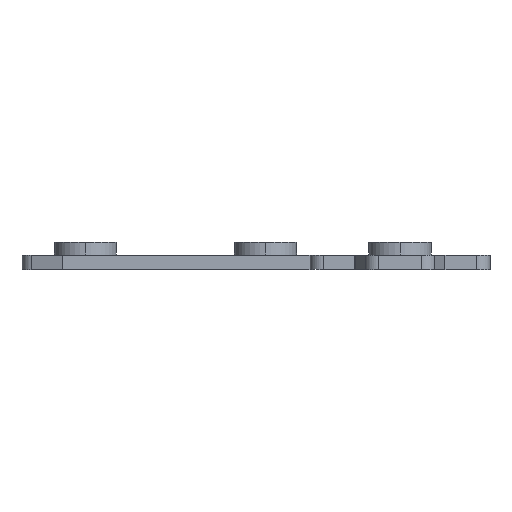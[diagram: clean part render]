
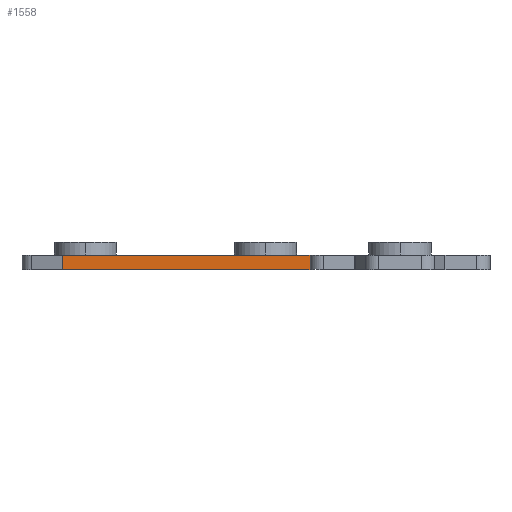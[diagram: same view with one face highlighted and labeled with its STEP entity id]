
A CAD part, left-side view. The second image highlights one B-rep face of the part: STEP entity #1558.
In plain terms, the highlighted planar face has unit normal (-1, 0, 0).
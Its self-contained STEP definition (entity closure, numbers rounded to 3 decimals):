
#88 = LINE ( 'NONE', #1452, #378 ) ;
#108 = ORIENTED_EDGE ( 'NONE', *, *, #164, .F. ) ;
#110 = CARTESIAN_POINT ( 'NONE',  ( -5., 37.5, 0. ) ) ;
#126 = LINE ( 'NONE', #633, #773 ) ;
#164 = EDGE_CURVE ( 'NONE', #1012, #1104, #126, .T. ) ;
#200 = CARTESIAN_POINT ( 'NONE',  ( -5., 10., 0. ) ) ;
#301 = DIRECTION ( 'NONE',  ( 0., 1., 0. ) ) ;
#378 = VECTOR ( 'NONE', #1576, 1000. ) ;
#397 = VECTOR ( 'NONE', #1123, 1000. ) ;
#512 = EDGE_CURVE ( 'NONE', #1263, #1030, #1367, .T. ) ;
#559 = FACE_OUTER_BOUND ( 'NONE', #904, .T. ) ;
#570 = CARTESIAN_POINT ( 'NONE',  ( -5., 10., 1.6 ) ) ;
#633 = CARTESIAN_POINT ( 'NONE',  ( -5., 10., 1.6 ) ) ;
#661 = CARTESIAN_POINT ( 'NONE',  ( -5., 10., 1.6 ) ) ;
#683 = CARTESIAN_POINT ( 'NONE',  ( -5., 37.5, 1.6 ) ) ;
#702 = LINE ( 'NONE', #841, #1310 ) ;
#760 = ORIENTED_EDGE ( 'NONE', *, *, #828, .T. ) ;
#773 = VECTOR ( 'NONE', #1492, 1000. ) ;
#817 = EDGE_CURVE ( 'NONE', #1104, #1030, #88, .T. ) ;
#828 = EDGE_CURVE ( 'NONE', #1012, #1263, #702, .T. ) ;
#841 = CARTESIAN_POINT ( 'NONE',  ( -5., 37.5, 1.6 ) ) ;
#904 = EDGE_LOOP ( 'NONE', ( #1050, #1366, #108, #760 ) ) ;
#906 = PLANE ( 'NONE',  #1077 ) ;
#1012 = VERTEX_POINT ( 'NONE', #683 ) ;
#1016 = CARTESIAN_POINT ( 'NONE',  ( -5., 10., 0. ) ) ;
#1030 = VERTEX_POINT ( 'NONE', #200 ) ;
#1041 = DIRECTION ( 'NONE',  ( 1., 0., 0. ) ) ;
#1050 = ORIENTED_EDGE ( 'NONE', *, *, #512, .T. ) ;
#1077 = AXIS2_PLACEMENT_3D ( 'NONE', #661, #1041, #301 ) ;
#1090 = DIRECTION ( 'NONE',  ( 0., 0., -1. ) ) ;
#1104 = VERTEX_POINT ( 'NONE', #570 ) ;
#1123 = DIRECTION ( 'NONE',  ( 0., -1., 0. ) ) ;
#1263 = VERTEX_POINT ( 'NONE', #110 ) ;
#1310 = VECTOR ( 'NONE', #1090, 1000. ) ;
#1366 = ORIENTED_EDGE ( 'NONE', *, *, #817, .F. ) ;
#1367 = LINE ( 'NONE', #1016, #397 ) ;
#1452 = CARTESIAN_POINT ( 'NONE',  ( -5., 10., 1.6 ) ) ;
#1492 = DIRECTION ( 'NONE',  ( 0., -1., 0. ) ) ;
#1558 = ADVANCED_FACE ( 'NONE', ( #559 ), #906, .F. ) ;
#1576 = DIRECTION ( 'NONE',  ( 0., 0., -1. ) ) ;
